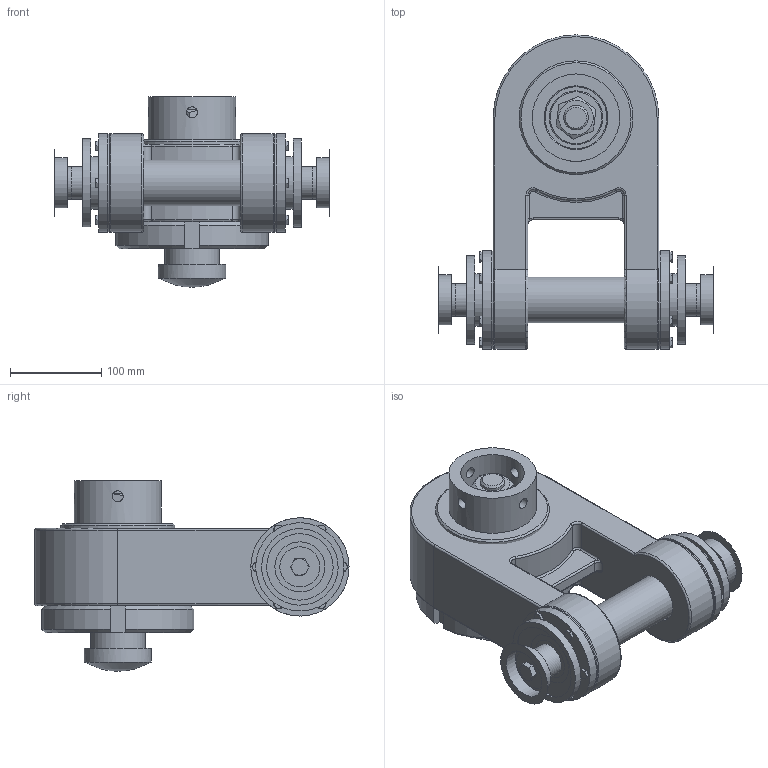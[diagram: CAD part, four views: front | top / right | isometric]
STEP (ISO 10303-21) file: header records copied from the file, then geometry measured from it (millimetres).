
FILE_DESCRIPTION(('FreeCAD Model'),'2;1');
FILE_NAME('Open CASCADE Shape Model','2025-05-07T03:50:09',('FreeCAD'),( 'FreeCAD'),'Open CASCADE STEP processor 7.6','FreeCAD','Unknown');
FILE_SCHEMA(('AUTOMOTIVE_DESIGN { 1 0 10303 214 1 1 1 1 }'));
Length unit declared in the file: millimetre
Products named in the file (1): Open CASCADE STEP translator 7.6 1
Bounding box: 302 x 345 x 209 mm (x, y, z)
Volume: 5081176.6 mm3; surface area: 747685.4 mm2
Topology: 38 solids, 38 shells, 652 faces, 1540 edges, 979 vertices
Faces by surface type: plane 244, cylinder 175, cone 136, torus 73, sphere 18, bspline 6
Full cylindrical faces by diameter (mm): 4.917 x12, 6 x36, 8.88 x12, 10.106 x2, 12 x6, 13.5 x2, 16.63 x2, 23.752 x1, 27 x1, 28 x1, 36 x4, 40 x1, 44 x2, 44.5 x1, 45 x7, 50 x1, 54 x4, 55 x2, 57 x3, 57.8 x4, 58 x6, 60 x1, 64 x1, 65 x2, 66.5 x1, 70 x1, 72.2 x4, 74 x1, 75 x2, 80 x1
Entity records: 23684 total; most frequent: CARTESIAN_POINT 9211, DIRECTION 3002, ORIENTED_EDGE 2934, EDGE_CURVE 1467, AXIS2_PLACEMENT_3D 1274, VERTEX_POINT 961, FACE_BOUND 860, EDGE_LOOP 842
